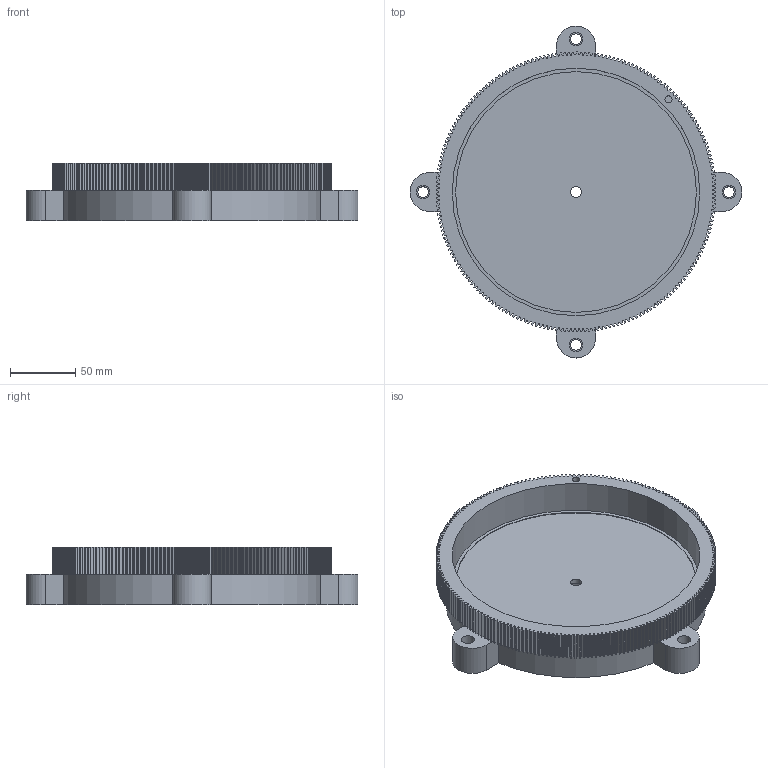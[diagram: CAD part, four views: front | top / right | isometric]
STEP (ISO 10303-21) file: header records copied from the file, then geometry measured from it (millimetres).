
FILE_DESCRIPTION(/* description */ (''),/* implementation_level */ '2;1');
FILE_NAME(/* name */ 'base_bottom.step',/* time_stamp */ '2025-12-08T19:12:08+01:00',/* author */ (''),/* organization */ (''),/* preprocessor_version */ 'ST-DEVELOPER v20.1',/* originating_system */ 'Autodesk Translation Framework v14.21.0.0',/* authorisation */ '');
FILE_SCHEMA (('AUTOMOTIVE_DESIGN { 1 0 10303 214 3 1 1 }'));
Products named in the file (1): FusionComponent
Bounding box: 255 x 255 x 44.5 mm (x, y, z)
Volume: 816031.3 mm3; surface area: 141068.3 mm2
Topology: 1 solids, 1 shells, 1327 faces, 3940 edges, 2624 vertices
Faces by surface type: bspline 1278, plane 27, cylinder 22
Full cylindrical faces by diameter (mm): 5.4 x1, 8.2 x4, 8.4 x1, 10.3 x4, 22.4 x1, 30 x1, 185 x1, 190.2 x1
Entity records: 51943 total; most frequent: CARTESIAN_POINT 25230, ORIENTED_EDGE 7880, EDGE_CURVE 3940, VERTEX_POINT 2624, B_SPLINE_CURVE_WITH_KNOTS 2564, DIRECTION 1520, EDGE_LOOP 1346, LINE 1332
